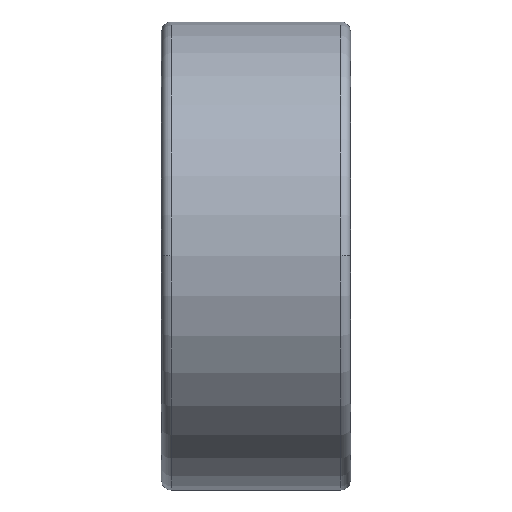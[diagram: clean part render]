
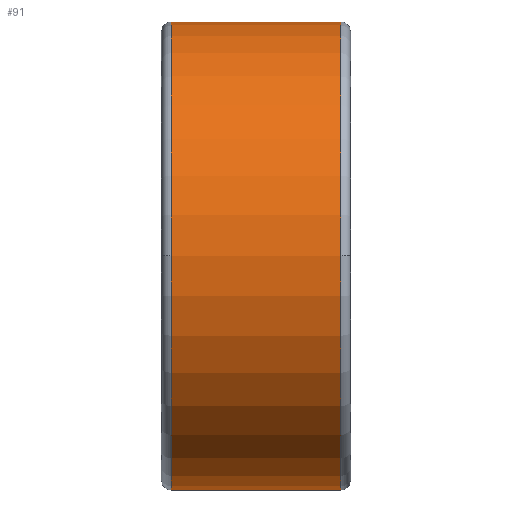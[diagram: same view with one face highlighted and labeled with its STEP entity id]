
A CAD part, top view. The second image highlights one B-rep face of the part: STEP entity #91.
In plain terms, the highlighted cylindrical face has radius 23.5 mm (diameter 47 mm), a partial arc.
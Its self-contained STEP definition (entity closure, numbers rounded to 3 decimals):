
#91=ADVANCED_FACE('',(#277),#278,.T.);
#277=FACE_OUTER_BOUND('',#697,.T.);
#278=CYLINDRICAL_SURFACE('',#698,23.5);
#697=EDGE_LOOP('',(#1148,#1149,#1150,#1151,#1152,#1153));
#698=AXIS2_PLACEMENT_3D('',#1154,#1155,#1156);
#1148=ORIENTED_EDGE('',*,*,#2453,.F.);
#1149=ORIENTED_EDGE('',*,*,#2431,.T.);
#1150=ORIENTED_EDGE('',*,*,#2454,.T.);
#1151=ORIENTED_EDGE('',*,*,#2455,.F.);
#1152=ORIENTED_EDGE('',*,*,#2456,.F.);
#1153=ORIENTED_EDGE('',*,*,#2449,.F.);
#1154=CARTESIAN_POINT('',(9.5,0.0,0.0));
#1155=DIRECTION('',(1.0,0.0,0.0));
#1156=DIRECTION('',(0.0,1.0,0.0));
#2431=EDGE_CURVE('',#2826,#2824,#2827,.T.);
#2449=EDGE_CURVE('',#2860,#2862,#2863,.T.);
#2453=EDGE_CURVE('',#2826,#2860,#2869,.T.);
#2454=EDGE_CURVE('',#2824,#2870,#2871,.T.);
#2455=EDGE_CURVE('',#2872,#2870,#2873,.T.);
#2456=EDGE_CURVE('',#2862,#2872,#2874,.T.);
#2824=VERTEX_POINT('',#3484);
#2826=VERTEX_POINT('',#3486);
#2827=CIRCLE('',#3487,23.5);
#2860=VERTEX_POINT('',#3524);
#2862=VERTEX_POINT('',#3526);
#2863=CIRCLE('',#3527,23.5);
#2869=LINE('',#3533,#3534);
#2870=VERTEX_POINT('',#3535);
#2871=CIRCLE('',#3536,23.5);
#2872=VERTEX_POINT('',#3537);
#2873=LINE('',#3538,#3539);
#2874=CIRCLE('',#3540,23.5);
#3484=CARTESIAN_POINT('',(1.0,0.,23.5));
#3486=CARTESIAN_POINT('',(1.0,23.5,0.0));
#3487=AXIS2_PLACEMENT_3D('',#5695,#5696,#5697);
#3524=CARTESIAN_POINT('',(18.0,23.5,0.0));
#3526=CARTESIAN_POINT('',(18.0,0.,23.5));
#3527=AXIS2_PLACEMENT_3D('',#5741,#5742,#5743);
#3533=CARTESIAN_POINT('',(9.5,23.5,0.));
#3534=VECTOR('',#5753,1.0);
#3535=CARTESIAN_POINT('',(1.0,-23.5,0.));
#3536=AXIS2_PLACEMENT_3D('',#5754,#5755,#5756);
#3537=CARTESIAN_POINT('',(18.0,-23.5,0.));
#3538=CARTESIAN_POINT('',(9.5,-23.5,0.));
#3539=VECTOR('',#5757,1.0);
#3540=AXIS2_PLACEMENT_3D('',#5758,#5759,#5760);
#5695=CARTESIAN_POINT('',(1.0,0.0,0.0));
#5696=DIRECTION('',(1.0,0.0,0.0));
#5697=DIRECTION('',(0.0,1.0,0.0));
#5741=CARTESIAN_POINT('',(18.0,0.0,0.0));
#5742=DIRECTION('',(1.0,0.0,0.0));
#5743=DIRECTION('',(0.0,1.0,0.0));
#5753=DIRECTION('',(1.0,0.0,0.0));
#5754=CARTESIAN_POINT('',(1.0,0.0,0.0));
#5755=DIRECTION('',(1.0,0.0,0.0));
#5756=DIRECTION('',(0.0,1.0,0.0));
#5757=DIRECTION('',(-1.0,-0.0,-0.0));
#5758=CARTESIAN_POINT('',(18.0,0.0,0.0));
#5759=DIRECTION('',(1.0,0.0,0.0));
#5760=DIRECTION('',(0.0,1.0,0.0));
